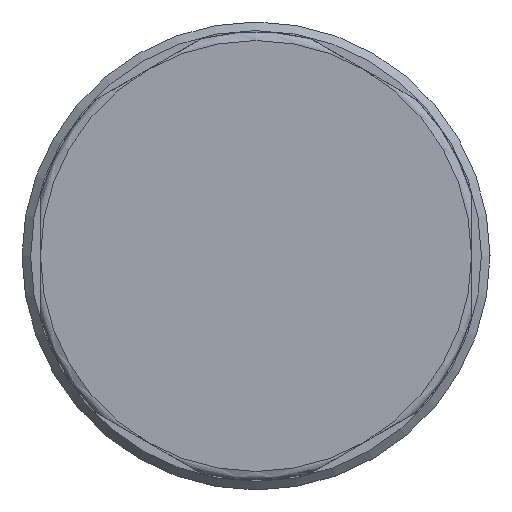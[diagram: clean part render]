
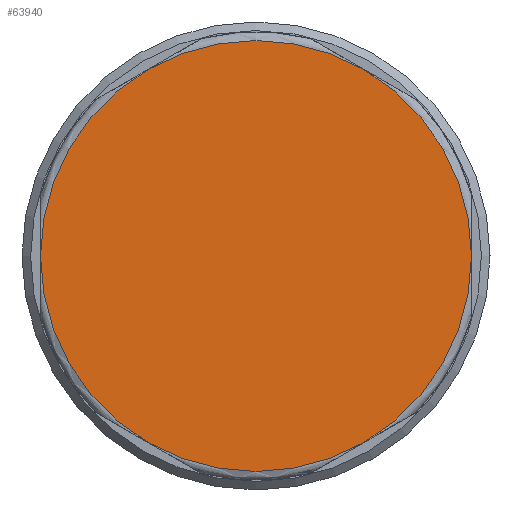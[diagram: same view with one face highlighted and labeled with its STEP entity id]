
A CAD part, left-side view. The second image highlights one B-rep face of the part: STEP entity #63940.
In plain terms, the highlighted planar face has unit normal (-1, 0, 0).
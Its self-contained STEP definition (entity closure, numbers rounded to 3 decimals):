
#63879=CARTESIAN_POINT('',(0.0,10.688,0.0));
#63880=DIRECTION('',(-1.0,0.0,0.0));
#63881=DIRECTION('',(0.0,0.0,1.0));
#63882=AXIS2_PLACEMENT_3D('',#63879,#63880,#63881);
#63883=PLANE('',#63882);
#63884=CARTESIAN_POINT('',(0.0,12.5,0.0));
#63885=VERTEX_POINT('',#63884);
#63886=CARTESIAN_POINT('',(0.0,6.25,10.825));
#63887=VERTEX_POINT('',#63886);
#63888=CARTESIAN_POINT('',(0.0,0.0,0.0));
#63889=DIRECTION('',(1.0,0.0,0.0));
#63890=DIRECTION('',(0.0,-1.0,0.0));
#63891=AXIS2_PLACEMENT_3D('',#63888,#63889,#63890);
#63892=CIRCLE('',#63891,12.5);
#63893=EDGE_CURVE('',#63885,#63887,#63892,.T.);
#63894=ORIENTED_EDGE('',*,*,#63893,.F.);
#63895=CARTESIAN_POINT('',(0.0,6.25,-10.825));
#63896=VERTEX_POINT('',#63895);
#63897=CARTESIAN_POINT('',(0.0,0.0,0.0));
#63898=DIRECTION('',(1.0,0.0,0.0));
#63899=DIRECTION('',(0.0,-1.0,0.0));
#63900=AXIS2_PLACEMENT_3D('',#63897,#63898,#63899);
#63901=CIRCLE('',#63900,12.5);
#63902=EDGE_CURVE('',#63896,#63885,#63901,.T.);
#63903=ORIENTED_EDGE('',*,*,#63902,.F.);
#63904=CARTESIAN_POINT('',(0.0,-6.25,-10.825));
#63905=VERTEX_POINT('',#63904);
#63906=CARTESIAN_POINT('',(0.0,0.0,0.0));
#63907=DIRECTION('',(1.0,0.0,0.0));
#63908=DIRECTION('',(0.0,-1.0,0.0));
#63909=AXIS2_PLACEMENT_3D('',#63906,#63907,#63908);
#63910=CIRCLE('',#63909,12.5);
#63911=EDGE_CURVE('',#63905,#63896,#63910,.T.);
#63912=ORIENTED_EDGE('',*,*,#63911,.F.);
#63913=CARTESIAN_POINT('',(0.0,-12.5,0.));
#63914=VERTEX_POINT('',#63913);
#63915=CARTESIAN_POINT('',(0.0,0.0,0.0));
#63916=DIRECTION('',(1.0,0.0,0.0));
#63917=DIRECTION('',(0.0,-1.0,0.0));
#63918=AXIS2_PLACEMENT_3D('',#63915,#63916,#63917);
#63919=CIRCLE('',#63918,12.5);
#63920=EDGE_CURVE('',#63914,#63905,#63919,.T.);
#63921=ORIENTED_EDGE('',*,*,#63920,.F.);
#63922=CARTESIAN_POINT('',(0.0,-6.25,10.825));
#63923=VERTEX_POINT('',#63922);
#63924=CARTESIAN_POINT('',(0.0,0.0,0.0));
#63925=DIRECTION('',(1.0,0.0,0.0));
#63926=DIRECTION('',(0.0,-1.0,0.0));
#63927=AXIS2_PLACEMENT_3D('',#63924,#63925,#63926);
#63928=CIRCLE('',#63927,12.5);
#63929=EDGE_CURVE('',#63923,#63914,#63928,.T.);
#63930=ORIENTED_EDGE('',*,*,#63929,.F.);
#63931=CARTESIAN_POINT('',(0.0,0.0,0.0));
#63932=DIRECTION('',(1.0,0.0,0.0));
#63933=DIRECTION('',(0.0,-1.0,0.0));
#63934=AXIS2_PLACEMENT_3D('',#63931,#63932,#63933);
#63935=CIRCLE('',#63934,12.5);
#63936=EDGE_CURVE('',#63887,#63923,#63935,.T.);
#63937=ORIENTED_EDGE('',*,*,#63936,.F.);
#63938=EDGE_LOOP('',(#63894,#63903,#63912,#63921,#63930,#63937));
#63939=FACE_OUTER_BOUND('',#63938,.T.);
#63940=ADVANCED_FACE('',(#63939),#63883,.T.);
